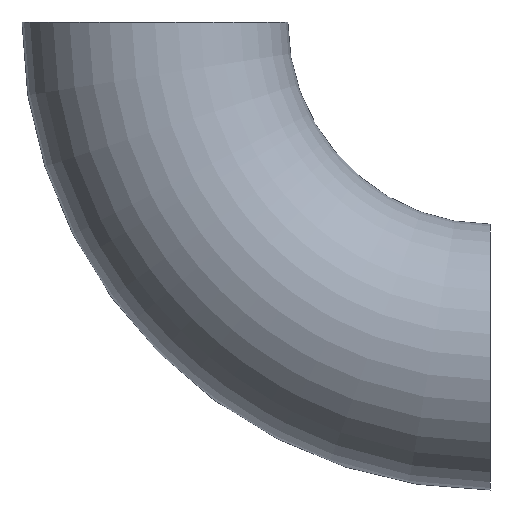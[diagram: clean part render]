
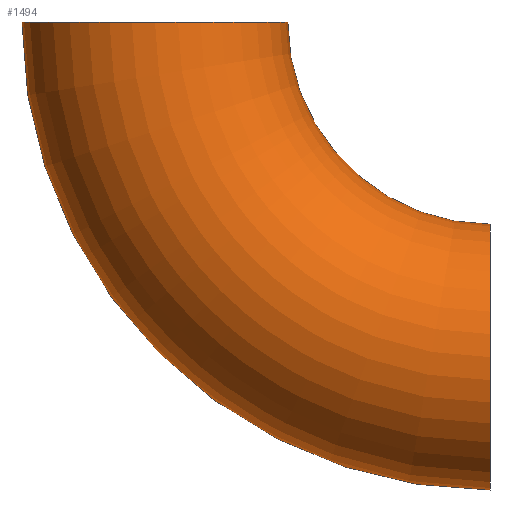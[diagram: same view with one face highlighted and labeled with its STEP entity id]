
A CAD part, left-side view. The second image highlights one B-rep face of the part: STEP entity #1494.
In plain terms, the highlighted toroidal (fillet/blend) face has major radius 76 mm and minor radius 30.15 mm.
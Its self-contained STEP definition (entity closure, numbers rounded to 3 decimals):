
#1136 = AXIS2_PLACEMENT_3D ( 'NONE', #7624, #5849, #2376 ) ;
#1295 = DIRECTION ( 'NONE',  ( -1., 0., 0. ) ) ;
#1494 = ADVANCED_FACE ( 'NONE', ( #10975 ), #3032, .T. ) ;
#1536 = EDGE_CURVE ( 'NONE', #9265, #8532, #5493, .T. ) ;
#2050 = CIRCLE ( 'NONE', #6770, 30.15 ) ;
#2238 = EDGE_CURVE ( 'NONE', #6857, #3596, #2050, .T. ) ;
#2277 = EDGE_CURVE ( 'NONE', #3596, #8532, #9431, .T. ) ;
#2286 = AXIS2_PLACEMENT_3D ( 'NONE', #8057, #10650, #4455 ) ;
#2376 = DIRECTION ( 'NONE',  ( 0., 0., 1. ) ) ;
#3032 = TOROIDAL_SURFACE ( 'NONE', #2286, 76., 30.15 ) ;
#3199 = CARTESIAN_POINT ( 'NONE',  ( 0., 106.15, 0. ) ) ;
#3461 = AXIS2_PLACEMENT_3D ( 'NONE', #9649, #6271, #5345 ) ;
#3596 = VERTEX_POINT ( 'NONE', #7796 ) ;
#3718 = DIRECTION ( 'NONE',  ( 0., 0., 1. ) ) ;
#4455 = DIRECTION ( 'NONE',  ( 0., 0., 1. ) ) ;
#4632 = AXIS2_PLACEMENT_3D ( 'NONE', #6552, #1295, #7413 ) ;
#5345 = DIRECTION ( 'NONE',  ( 0., 0., 1. ) ) ;
#5403 = EDGE_CURVE ( 'NONE', #6857, #9265, #10373, .T. ) ;
#5493 = CIRCLE ( 'NONE', #3461, 30.15 ) ;
#5627 = EDGE_LOOP ( 'NONE', ( #6377, #10500, #9204, #10149 ) ) ;
#5849 = DIRECTION ( 'NONE',  ( -1., 0., 0. ) ) ;
#6271 = DIRECTION ( 'NONE',  ( 0., 1., 0. ) ) ;
#6377 = ORIENTED_EDGE ( 'NONE', *, *, #2238, .F. ) ;
#6552 = CARTESIAN_POINT ( 'NONE',  ( 0., 0., 0. ) ) ;
#6770 = AXIS2_PLACEMENT_3D ( 'NONE', #8156, #3718, #9826 ) ;
#6857 = VERTEX_POINT ( 'NONE', #3199 ) ;
#7413 = DIRECTION ( 'NONE',  ( 0., 0., 1. ) ) ;
#7463 = CARTESIAN_POINT ( 'NONE',  ( 0., 0., -106.15 ) ) ;
#7624 = CARTESIAN_POINT ( 'NONE',  ( 0., 0., 0. ) ) ;
#7796 = CARTESIAN_POINT ( 'NONE',  ( 0., 45.85, 0. ) ) ;
#8057 = CARTESIAN_POINT ( 'NONE',  ( 0., 0., 0. ) ) ;
#8156 = CARTESIAN_POINT ( 'NONE',  ( 0., 76., 0. ) ) ;
#8532 = VERTEX_POINT ( 'NONE', #9919 ) ;
#9204 = ORIENTED_EDGE ( 'NONE', *, *, #1536, .T. ) ;
#9265 = VERTEX_POINT ( 'NONE', #7463 ) ;
#9431 = CIRCLE ( 'NONE', #4632, 45.85 ) ;
#9649 = CARTESIAN_POINT ( 'NONE',  ( 0., 0., -76. ) ) ;
#9826 = DIRECTION ( 'NONE',  ( 0., -1., 0. ) ) ;
#9919 = CARTESIAN_POINT ( 'NONE',  ( 0., 0., -45.85 ) ) ;
#10149 = ORIENTED_EDGE ( 'NONE', *, *, #2277, .F. ) ;
#10373 = CIRCLE ( 'NONE', #1136, 106.15 ) ;
#10500 = ORIENTED_EDGE ( 'NONE', *, *, #5403, .T. ) ;
#10650 = DIRECTION ( 'NONE',  ( -1., 0., 0. ) ) ;
#10975 = FACE_OUTER_BOUND ( 'NONE', #5627, .T. ) ;
